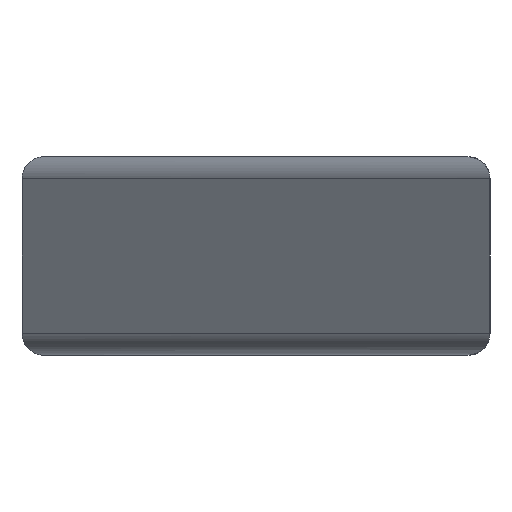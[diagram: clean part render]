
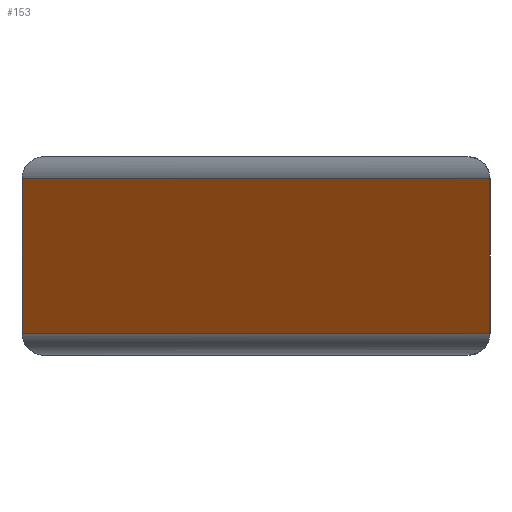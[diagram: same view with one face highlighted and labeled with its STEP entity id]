
A CAD part, left-side view. The second image highlights one B-rep face of the part: STEP entity #153.
In plain terms, the highlighted planar face has unit normal (-0.714, 0.7, 0).
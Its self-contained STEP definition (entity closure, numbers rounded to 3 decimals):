
#22 = LINE ( 'NONE', #275, #110 ) ;
#30 = EDGE_CURVE ( 'NONE', #389, #471, #368, .T. ) ;
#31 = EDGE_CURVE ( 'NONE', #45, #125, #191, .T. ) ;
#45 = VERTEX_POINT ( 'NONE', #222 ) ;
#48 = VECTOR ( 'NONE', #260, 1000. ) ;
#57 = CARTESIAN_POINT ( 'NONE',  ( -4.1, 5.3, 4.5 ) ) ;
#69 = DIRECTION ( 'NONE',  ( -0.7, -0.714, 0. ) ) ;
#81 = CARTESIAN_POINT ( 'NONE',  ( -4.1, 5.3, 4. ) ) ;
#86 = ORIENTED_EDGE ( 'NONE', *, *, #292, .F. ) ;
#91 = ORIENTED_EDGE ( 'NONE', *, *, #31, .T. ) ;
#110 = VECTOR ( 'NONE', #364, 1000. ) ;
#125 = VERTEX_POINT ( 'NONE', #303 ) ;
#153 = ADVANCED_FACE ( 'NONE', ( #246 ), #355, .F. ) ;
#164 = DIRECTION ( 'NONE',  ( 0.714, -0.7, 0. ) ) ;
#191 = LINE ( 'NONE', #461, #393 ) ;
#210 = VECTOR ( 'NONE', #212, 1000. ) ;
#212 = DIRECTION ( 'NONE',  ( 0., 0., -1. ) ) ;
#222 = CARTESIAN_POINT ( 'NONE',  ( -4.1, 5.3, 0.5 ) ) ;
#246 = FACE_OUTER_BOUND ( 'NONE', #380, .T. ) ;
#251 = AXIS2_PLACEMENT_3D ( 'NONE', #319, #164, #483 ) ;
#260 = DIRECTION ( 'NONE',  ( 0.7, 0.714, 0. ) ) ;
#275 = CARTESIAN_POINT ( 'NONE',  ( -14.5, -5.3, 4.5 ) ) ;
#292 = EDGE_CURVE ( 'NONE', #389, #125, #22, .T. ) ;
#298 = ORIENTED_EDGE ( 'NONE', *, *, #30, .T. ) ;
#303 = CARTESIAN_POINT ( 'NONE',  ( -14.5, -5.3, 0.5 ) ) ;
#311 = EDGE_CURVE ( 'NONE', #471, #45, #402, .T. ) ;
#312 = ORIENTED_EDGE ( 'NONE', *, *, #311, .T. ) ;
#319 = CARTESIAN_POINT ( 'NONE',  ( -14.5, -5.3, 4.5 ) ) ;
#333 = CARTESIAN_POINT ( 'NONE',  ( -14.5, -5.3, 4. ) ) ;
#355 = PLANE ( 'NONE',  #251 ) ;
#364 = DIRECTION ( 'NONE',  ( 0., 0., -1. ) ) ;
#368 = LINE ( 'NONE', #371, #48 ) ;
#371 = CARTESIAN_POINT ( 'NONE',  ( -14.5, -5.3, 4. ) ) ;
#380 = EDGE_LOOP ( 'NONE', ( #312, #91, #86, #298 ) ) ;
#389 = VERTEX_POINT ( 'NONE', #333 ) ;
#393 = VECTOR ( 'NONE', #69, 1000. ) ;
#402 = LINE ( 'NONE', #57, #210 ) ;
#461 = CARTESIAN_POINT ( 'NONE',  ( -14.5, -5.3, 0.5 ) ) ;
#471 = VERTEX_POINT ( 'NONE', #81 ) ;
#483 = DIRECTION ( 'NONE',  ( 0.7, 0.714, 0. ) ) ;
